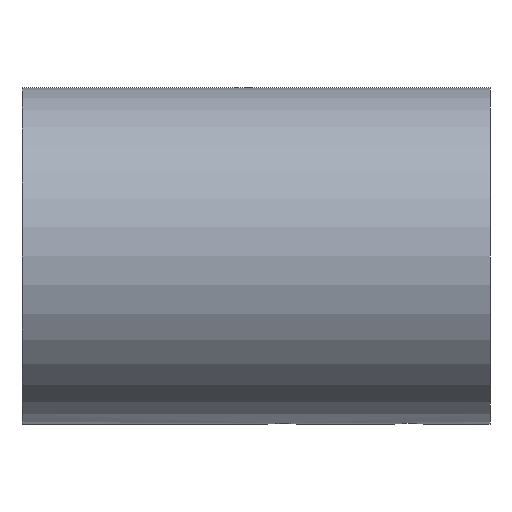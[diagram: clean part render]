
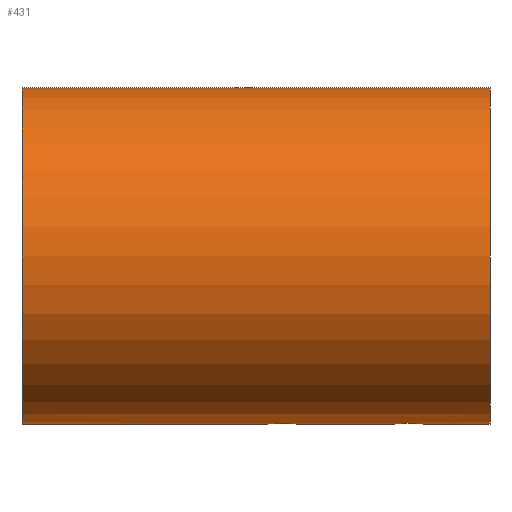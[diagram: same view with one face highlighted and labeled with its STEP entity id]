
A CAD part, left-side view. The second image highlights one B-rep face of the part: STEP entity #431.
In plain terms, the highlighted cylindrical face has radius 9 mm (diameter 18 mm), a partial arc.
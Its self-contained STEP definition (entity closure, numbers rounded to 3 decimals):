
#2 = EDGE_CURVE ( 'NONE', #497, #80, #122, .T. ) ;
#6 = CARTESIAN_POINT ( 'NONE',  ( -0.989, 4.311, -8.945 ) ) ;
#8 = CARTESIAN_POINT ( 'NONE',  ( -0.609, 11.866, -8.98 ) ) ;
#11 = VECTOR ( 'NONE', #92, 1000. ) ;
#12 = ORIENTED_EDGE ( 'NONE', *, *, #263, .F. ) ;
#21 = VERTEX_POINT ( 'NONE', #275 ) ;
#23 = EDGE_CURVE ( 'NONE', #21, #323, #271, .T. ) ;
#30 = CARTESIAN_POINT ( 'NONE',  ( -0.964, 10.816, -8.948 ) ) ;
#38 = LINE ( 'NONE', #227, #162 ) ;
#40 = CARTESIAN_POINT ( 'NONE',  ( -0.499, 5.176, -8.987 ) ) ;
#41 = EDGE_CURVE ( 'NONE', #505, #438, #85, .T. ) ;
#42 = CARTESIAN_POINT ( 'NONE',  ( -0.609, 5.102, -8.98 ) ) ;
#45 = CARTESIAN_POINT ( 'NONE',  ( -0.964, 4.571, -8.948 ) ) ;
#48 = CARTESIAN_POINT ( 'NONE',  ( 0., 25., -9. ) ) ;
#54 = CARTESIAN_POINT ( 'NONE',  ( 0., 12.065, -9. ) ) ;
#60 = DIRECTION ( 'NONE',  ( 0., -1., 0. ) ) ;
#62 = EDGE_CURVE ( 'NONE', #475, #136, #38, .T. ) ;
#74 = ORIENTED_EDGE ( 'NONE', *, *, #23, .T. ) ;
#80 = VERTEX_POINT ( 'NONE', #537 ) ;
#83 = EDGE_CURVE ( 'NONE', #296, #497, #112, .T. ) ;
#85 = LINE ( 'NONE', #233, #257 ) ;
#92 = DIRECTION ( 'NONE',  ( 0., -1., 0. ) ) ;
#93 = VECTOR ( 'NONE', #143, 1000. ) ;
#98 = CARTESIAN_POINT ( 'NONE',  ( 0., 10.086, -9. ) ) ;
#105 = CARTESIAN_POINT ( 'NONE',  ( -0.607, 10.283, -8.98 ) ) ;
#109 = ORIENTED_EDGE ( 'NONE', *, *, #395, .T. ) ;
#110 = CARTESIAN_POINT ( 'NONE',  ( 0., 25., -9. ) ) ;
#112 = B_SPLINE_CURVE_WITH_KNOTS ( 'NONE', 3,
 ( #145, #360, #30, #406, #322, #105, #494, #366, #535, #408 ),
 .UNSPECIFIED., .F., .F.,
 ( 4, 2, 2, 2, 4 ),
 ( 0.002, 0.002, 0.002, 0.003, 0.003 ),
 .UNSPECIFIED. ) ;
#122 = LINE ( 'NONE', #48, #11 ) ;
#127 = AXIS2_PLACEMENT_3D ( 'NONE', #379, #472, #427 ) ;
#128 = CARTESIAN_POINT ( 'NONE',  ( -0.791, 4.92, -8.966 ) ) ;
#135 = CARTESIAN_POINT ( 'NONE',  ( -0.964, 4.053, -8.948 ) ) ;
#136 = VERTEX_POINT ( 'NONE', #193 ) ;
#138 = CARTESIAN_POINT ( 'NONE',  ( -0.964, 11.335, -8.948 ) ) ;
#139 = DIRECTION ( 'NONE',  ( 0., 0., -1. ) ) ;
#143 = DIRECTION ( 'NONE',  ( 0., -1., 0. ) ) ;
#145 = CARTESIAN_POINT ( 'NONE',  ( -0.989, 11.075, -8.945 ) ) ;
#162 = VECTOR ( 'NONE', #60, 1000. ) ;
#169 = CARTESIAN_POINT ( 'NONE',  ( -0.989, 11.075, -8.945 ) ) ;
#171 = CIRCLE ( 'NONE', #127, 9. ) ;
#193 = CARTESIAN_POINT ( 'NONE',  ( 0., 0., 9. ) ) ;
#205 = ORIENTED_EDGE ( 'NONE', *, *, #62, .F. ) ;
#206 = CARTESIAN_POINT ( 'NONE',  ( 0., 12.065, -9. ) ) ;
#211 = CYLINDRICAL_SURFACE ( 'NONE', #329, 9. ) ;
#212 = CARTESIAN_POINT ( 'NONE',  ( 0., 3.322, -9. ) ) ;
#214 = CARTESIAN_POINT ( 'NONE',  ( -0.259, 3.348, -8.997 ) ) ;
#215 = CARTESIAN_POINT ( 'NONE',  ( -0.792, 3.704, -8.966 ) ) ;
#218 = CARTESIAN_POINT ( 'NONE',  ( -0.865, 11.573, -8.958 ) ) ;
#225 = ORIENTED_EDGE ( 'NONE', *, *, #315, .T. ) ;
#227 = CARTESIAN_POINT ( 'NONE',  ( 0., 25., 9. ) ) ;
#233 = CARTESIAN_POINT ( 'NONE',  ( 0., 25., -9. ) ) ;
#239 = B_SPLINE_CURVE_WITH_KNOTS ( 'NONE', 3,
 ( #437, #261, #135, #347, #215, #309, #305, #214, #256, #212 ),
 .UNSPECIFIED., .F., .F.,
 ( 4, 2, 2, 2, 4 ),
 ( 0.002, 0.002, 0.002, 0.003, 0.003 ),
 .UNSPECIFIED. ) ;
#248 = CARTESIAN_POINT ( 'NONE',  ( -0.989, 4.311, -8.945 ) ) ;
#254 = CARTESIAN_POINT ( 'NONE',  ( -0.989, 11.075, -8.945 ) ) ;
#256 = CARTESIAN_POINT ( 'NONE',  ( -0.129, 3.322, -9. ) ) ;
#257 = VECTOR ( 'NONE', #451, 1000. ) ;
#261 = CARTESIAN_POINT ( 'NONE',  ( -0.989, 4.182, -8.945 ) ) ;
#263 = EDGE_CURVE ( 'NONE', #505, #475, #171, .T. ) ;
#264 = ORIENTED_EDGE ( 'NONE', *, *, #83, .T. ) ;
#271 = LINE ( 'NONE', #110, #93 ) ;
#275 = CARTESIAN_POINT ( 'NONE',  ( 0., 3.322, -9. ) ) ;
#281 = ORIENTED_EDGE ( 'NONE', *, *, #41, .T. ) ;
#284 = B_SPLINE_CURVE_WITH_KNOTS ( 'NONE', 3,
 ( #206, #295, #479, #435, #8, #477, #218, #138, #393, #169 ),
 .UNSPECIFIED., .F., .F.,
 ( 4, 2, 2, 2, 4 ),
 ( 0., 0., 0.001, 0.001, 0.002 ),
 .UNSPECIFIED. ) ;
#289 = CIRCLE ( 'NONE', #444, 9. ) ;
#295 = CARTESIAN_POINT ( 'NONE',  ( -0.131, 12.065, -9. ) ) ;
#296 = VERTEX_POINT ( 'NONE', #254 ) ;
#298 = CARTESIAN_POINT ( 'NONE',  ( 0., 5.301, -9. ) ) ;
#302 = ORIENTED_EDGE ( 'NONE', *, *, #352, .T. ) ;
#305 = CARTESIAN_POINT ( 'NONE',  ( -0.498, 3.447, -8.987 ) ) ;
#309 = CARTESIAN_POINT ( 'NONE',  ( -0.607, 3.519, -8.98 ) ) ;
#315 = EDGE_CURVE ( 'NONE', #80, #381, #509, .T. ) ;
#322 = CARTESIAN_POINT ( 'NONE',  ( -0.792, 10.468, -8.966 ) ) ;
#323 = VERTEX_POINT ( 'NONE', #339 ) ;
#329 = AXIS2_PLACEMENT_3D ( 'NONE', #532, #486, #139 ) ;
#335 = CARTESIAN_POINT ( 'NONE',  ( -0.989, 4.441, -8.945 ) ) ;
#339 = CARTESIAN_POINT ( 'NONE',  ( 0., 0., -9. ) ) ;
#340 = CARTESIAN_POINT ( 'NONE',  ( -0.865, 4.809, -8.958 ) ) ;
#347 = CARTESIAN_POINT ( 'NONE',  ( -0.865, 3.813, -8.959 ) ) ;
#351 = EDGE_CURVE ( 'NONE', #438, #296, #284, .T. ) ;
#352 = EDGE_CURVE ( 'NONE', #381, #21, #239, .T. ) ;
#360 = CARTESIAN_POINT ( 'NONE',  ( -0.989, 10.946, -8.945 ) ) ;
#366 = CARTESIAN_POINT ( 'NONE',  ( -0.259, 10.112, -8.997 ) ) ;
#372 = CARTESIAN_POINT ( 'NONE',  ( 0., 25., -9. ) ) ;
#379 = CARTESIAN_POINT ( 'NONE',  ( 0., 25., 0. ) ) ;
#380 = CARTESIAN_POINT ( 'NONE',  ( -0.131, 5.301, -9. ) ) ;
#381 = VERTEX_POINT ( 'NONE', #6 ) ;
#393 = CARTESIAN_POINT ( 'NONE',  ( -0.989, 11.205, -8.945 ) ) ;
#395 = EDGE_CURVE ( 'NONE', #323, #136, #289, .T. ) ;
#397 = ORIENTED_EDGE ( 'NONE', *, *, #2, .T. ) ;
#404 = DIRECTION ( 'NONE',  ( 0., 0., 1. ) ) ;
#406 = CARTESIAN_POINT ( 'NONE',  ( -0.865, 10.577, -8.959 ) ) ;
#408 = CARTESIAN_POINT ( 'NONE',  ( 0., 10.086, -9. ) ) ;
#421 = ORIENTED_EDGE ( 'NONE', *, *, #351, .T. ) ;
#427 = DIRECTION ( 'NONE',  ( 0., 0., 1. ) ) ;
#431 = ADVANCED_FACE ( 'NONE', ( #445 ), #211, .T. ) ;
#435 = CARTESIAN_POINT ( 'NONE',  ( -0.499, 11.94, -8.987 ) ) ;
#437 = CARTESIAN_POINT ( 'NONE',  ( -0.989, 4.311, -8.945 ) ) ;
#438 = VERTEX_POINT ( 'NONE', #54 ) ;
#439 = CARTESIAN_POINT ( 'NONE',  ( 0., 0., 0. ) ) ;
#444 = AXIS2_PLACEMENT_3D ( 'NONE', #439, #493, #404 ) ;
#445 = FACE_OUTER_BOUND ( 'NONE', #464, .T. ) ;
#451 = DIRECTION ( 'NONE',  ( 0., -1., 0. ) ) ;
#464 = EDGE_LOOP ( 'NONE', ( #205, #12, #281, #421, #264, #397, #225, #302, #74, #109 ) ) ;
#472 = DIRECTION ( 'NONE',  ( 0., 1., 0. ) ) ;
#473 = CARTESIAN_POINT ( 'NONE',  ( -0.259, 5.275, -8.997 ) ) ;
#475 = VERTEX_POINT ( 'NONE', #529 ) ;
#477 = CARTESIAN_POINT ( 'NONE',  ( -0.791, 11.683, -8.966 ) ) ;
#479 = CARTESIAN_POINT ( 'NONE',  ( -0.259, 12.039, -8.997 ) ) ;
#486 = DIRECTION ( 'NONE',  ( 0., -1., 0. ) ) ;
#493 = DIRECTION ( 'NONE',  ( 0., 1., 0. ) ) ;
#494 = CARTESIAN_POINT ( 'NONE',  ( -0.498, 10.211, -8.987 ) ) ;
#497 = VERTEX_POINT ( 'NONE', #98 ) ;
#505 = VERTEX_POINT ( 'NONE', #372 ) ;
#509 = B_SPLINE_CURVE_WITH_KNOTS ( 'NONE', 3,
 ( #298, #380, #473, #40, #42, #128, #340, #45, #335, #248 ),
 .UNSPECIFIED., .F., .F.,
 ( 4, 2, 2, 2, 4 ),
 ( 0., 0., 0.001, 0.001, 0.002 ),
 .UNSPECIFIED. ) ;
#529 = CARTESIAN_POINT ( 'NONE',  ( 0., 25., 9. ) ) ;
#532 = CARTESIAN_POINT ( 'NONE',  ( 0., 25., 0. ) ) ;
#535 = CARTESIAN_POINT ( 'NONE',  ( -0.129, 10.086, -9. ) ) ;
#537 = CARTESIAN_POINT ( 'NONE',  ( 0., 5.301, -9. ) ) ;
